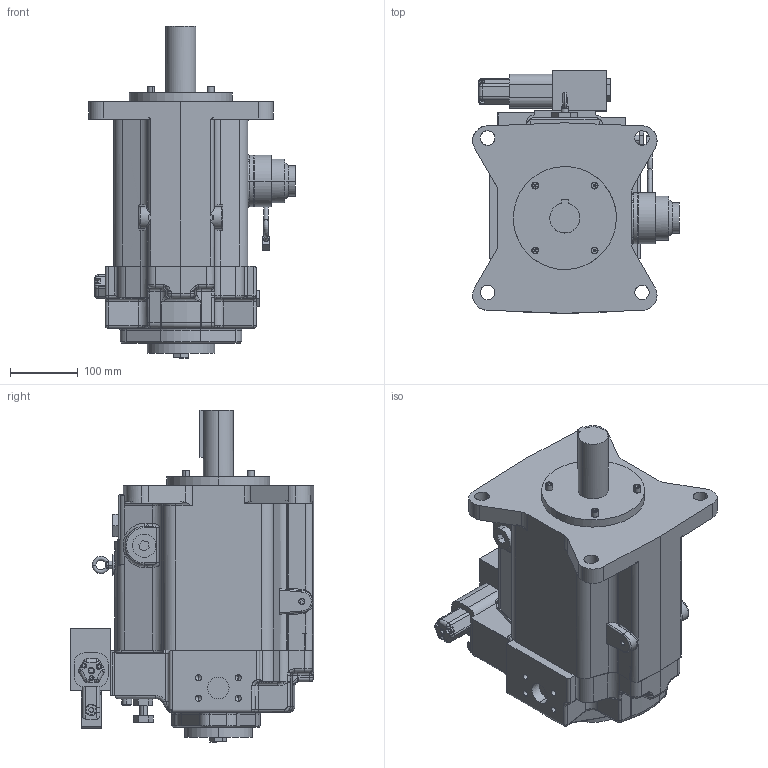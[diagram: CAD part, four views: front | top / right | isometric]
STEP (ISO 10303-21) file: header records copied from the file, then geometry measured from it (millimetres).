
FILE_DESCRIPTION (( 'STEP AP203' ), '1' );
FILE_NAME ('A145FR04E_60_ASSY.STEP', '2022-02-22T09:28:02', ( '' ), ( '' ), 'SwSTEP 2.0', 'SolidWorks 2019', '' );
FILE_SCHEMA (( 'CONFIG_CONTROL_DESIGN' ));
Length unit declared in the file: millimetre
Products named in the file (4): Prop_Valve_A70A90A145; Sensor conneecter; A145FR04E_60_ASSY; A145FR04E-60
Assembly tree (3 placements, depth 2):
  A145FR04E_60_ASSY
    A145FR04E-60
    Prop_Valve_A70A90A145
    Sensor conneecter
Bounding box: 306 x 360 x 491.5 mm (x, y, z)
Volume: 15993256.7 mm3; surface area: 775547.1 mm2
Topology: 16 solids, 33 shells, 1460 faces, 3456 edges, 2071 vertices
Faces by surface type: plane 607, cylinder 501, cone 155, torus 97, bspline 81, sphere 19
Entity records: 58559 total; most frequent: CARTESIAN_POINT 26686, ORIENTED_EDGE 6700, DIRECTION 6081, EDGE_CURVE 3350, AXIS2_PLACEMENT_3D 2286, VERTEX_POINT 2069, EDGE_LOOP 1589, LINE 1509
